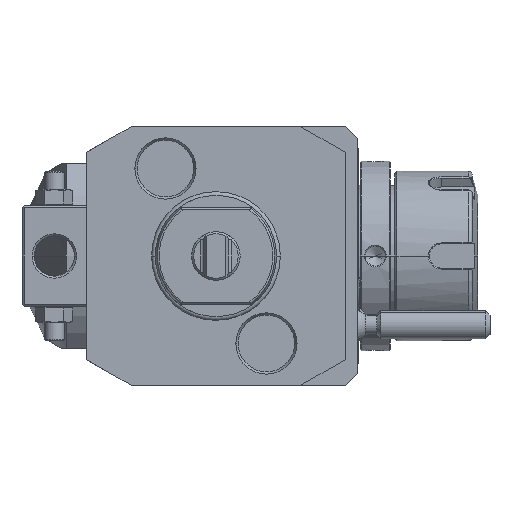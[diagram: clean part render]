
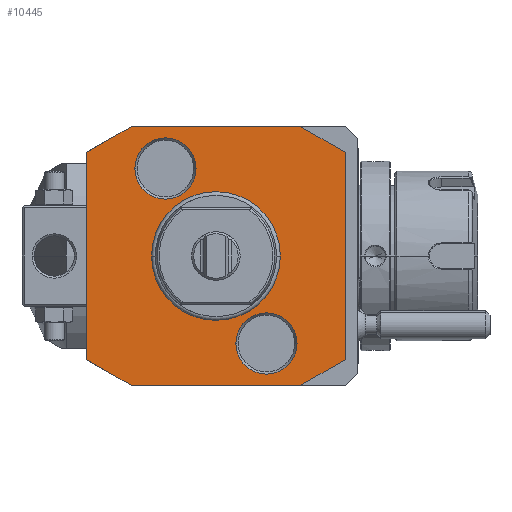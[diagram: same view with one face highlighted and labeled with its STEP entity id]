
A CAD part, front view. The second image highlights one B-rep face of the part: STEP entity #10445.
In plain terms, the highlighted planar face has unit normal (0, -1, 0).
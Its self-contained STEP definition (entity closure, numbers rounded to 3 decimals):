
#1=DIRECTION('',(0.866,0.,-0.5));
#2=VECTOR('',#1,12.702);
#3=CARTESIAN_POINT('',(21.,0.,32.));
#4=LINE('',#3,#2);
#5=DIRECTION('',(0.,0.,1.));
#6=VECTOR('',#5,51.298);
#7=CARTESIAN_POINT('',(32.,0.,-25.649));
#8=LINE('',#7,#6);
#9=DIRECTION('',(-0.866,0.,-0.5));
#10=VECTOR('',#9,12.702);
#11=CARTESIAN_POINT('',(32.,0.,-25.649));
#12=LINE('',#11,#10);
#13=DIRECTION('',(1.,0.,0.));
#14=VECTOR('',#13,42.);
#15=CARTESIAN_POINT('',(-21.,0.,-32.));
#16=LINE('',#15,#14);
#17=DIRECTION('',(0.866,0.,-0.5));
#18=VECTOR('',#17,12.702);
#19=CARTESIAN_POINT('',(-32.,0.,-25.649));
#20=LINE('',#19,#18);
#21=DIRECTION('',(0.,0.,-1.));
#22=VECTOR('',#21,51.298);
#23=CARTESIAN_POINT('',(-32.,0.,25.649));
#24=LINE('',#23,#22);
#25=DIRECTION('',(-0.866,0.,-0.5));
#26=VECTOR('',#25,12.702);
#27=CARTESIAN_POINT('',(-21.,0.,32.));
#28=LINE('',#27,#26);
#29=DIRECTION('',(-1.,0.,0.));
#30=VECTOR('',#29,42.);
#31=CARTESIAN_POINT('',(21.,0.,32.));
#32=LINE('',#31,#30);
#33=CARTESIAN_POINT('',(-12.5,0.,21.651));
#34=DIRECTION('',(0.,1.,0.));
#35=DIRECTION('',(1.,0.,0.));
#36=AXIS2_PLACEMENT_3D('',#33,#34,#35);
#38=CARTESIAN_POINT('',(-12.5,0.,21.651));
#39=DIRECTION('',(0.,1.,0.));
#40=DIRECTION('',(-1.,0.,0.));
#41=AXIS2_PLACEMENT_3D('',#38,#39,#40);
#43=CARTESIAN_POINT('',(12.5,0.,-21.651));
#44=DIRECTION('',(0.,1.,0.));
#45=DIRECTION('',(-1.,0.,0.));
#46=AXIS2_PLACEMENT_3D('',#43,#44,#45);
#48=CARTESIAN_POINT('',(12.5,0.,-21.651));
#49=DIRECTION('',(0.,1.,0.));
#50=DIRECTION('',(1.,0.,0.));
#51=AXIS2_PLACEMENT_3D('',#48,#49,#50);
#7151=CARTESIAN_POINT('',(0.,0.,0.));
#7152=DIRECTION('',(0.,-1.,0.));
#7153=DIRECTION('',(1.,0.,0.));
#7154=AXIS2_PLACEMENT_3D('',#7151,#7152,#7153);
#7156=CARTESIAN_POINT('',(0.,0.,0.));
#7157=DIRECTION('',(0.,-1.,0.));
#7158=DIRECTION('',(-1.,0.,0.));
#7159=AXIS2_PLACEMENT_3D('',#7156,#7157,#7158);
#9286=CARTESIAN_POINT('',(-4.923,0.,21.651));
#9287=CARTESIAN_POINT('',(-20.077,0.,21.651));
#9288=VERTEX_POINT('',#9286);
#9289=VERTEX_POINT('',#9287);
#9392=CARTESIAN_POINT('',(4.923,0.,
-21.651));
#9393=CARTESIAN_POINT('',(20.077,0.,
-21.651));
#9394=VERTEX_POINT('',#9392);
#9395=VERTEX_POINT('',#9393);
#10218=CARTESIAN_POINT('',(-21.,0.,32.));
#10219=CARTESIAN_POINT('',(-32.,0.,25.649));
#10220=VERTEX_POINT('',#10218);
#10221=VERTEX_POINT('',#10219);
#10222=CARTESIAN_POINT('',(-32.,0.,-25.649));
#10223=VERTEX_POINT('',#10222);
#10224=CARTESIAN_POINT('',(-21.,0.,-32.));
#10225=VERTEX_POINT('',#10224);
#10226=CARTESIAN_POINT('',(21.,0.,32.));
#10227=CARTESIAN_POINT('',(32.,0.,25.649));
#10228=VERTEX_POINT('',#10226);
#10229=VERTEX_POINT('',#10227);
#10230=CARTESIAN_POINT('',(32.,0.,-25.649));
#10231=CARTESIAN_POINT('',(21.,0.,-32.));
#10232=VERTEX_POINT('',#10230);
#10233=VERTEX_POINT('',#10231);
#10246=CARTESIAN_POINT('',(15.783,0.,0.));
#10247=CARTESIAN_POINT('',(-15.783,0.,0.));
#10248=VERTEX_POINT('',#10246);
#10249=VERTEX_POINT('',#10247);
#10404=CARTESIAN_POINT('',(0.,0.,0.));
#10405=DIRECTION('',(0.,-1.,0.));
#10406=DIRECTION('',(-1.,0.,0.));
#10407=AXIS2_PLACEMENT_3D('',#10404,#10405,#10406);
#10408=PLANE('',#10407);
#10410=ORIENTED_EDGE('',*,*,#10409,.T.);
#10412=ORIENTED_EDGE('',*,*,#10411,.F.);
#10414=ORIENTED_EDGE('',*,*,#10413,.T.);
#10416=ORIENTED_EDGE('',*,*,#10415,.F.);
#10418=ORIENTED_EDGE('',*,*,#10417,.F.);
#10420=ORIENTED_EDGE('',*,*,#10419,.F.);
#10422=ORIENTED_EDGE('',*,*,#10421,.F.);
#10424=ORIENTED_EDGE('',*,*,#10423,.F.);
#10425=EDGE_LOOP('',(#10410,#10412,#10414,#10416,#10418,#10420,#10422,#10424));
#10426=FACE_OUTER_BOUND('',#10425,.F.);
#10428=ORIENTED_EDGE('',*,*,#10427,.T.);
#10430=ORIENTED_EDGE('',*,*,#10429,.T.);
#10431=EDGE_LOOP('',(#10428,#10430));
#10432=FACE_BOUND('',#10431,.F.);
#10434=ORIENTED_EDGE('',*,*,#10433,.F.);
#10436=ORIENTED_EDGE('',*,*,#10435,.F.);
#10437=EDGE_LOOP('',(#10434,#10436));
#10438=FACE_BOUND('',#10437,.F.);
#10440=ORIENTED_EDGE('',*,*,#10439,.F.);
#10442=ORIENTED_EDGE('',*,*,#10441,.F.);
#10443=EDGE_LOOP('',(#10440,#10442));
#10444=FACE_BOUND('',#10443,.F.);
#37=CIRCLE('',#36,7.577);
#42=CIRCLE('',#41,7.577);
#47=CIRCLE('',#46,7.577);
#52=CIRCLE('',#51,7.577);
#7155=CIRCLE('',#7154,15.783);
#7160=CIRCLE('',#7159,15.783);
#10409=EDGE_CURVE('',#10228,#10229,#4,.T.);
#10411=EDGE_CURVE('',#10232,#10229,#8,.T.);
#10413=EDGE_CURVE('',#10232,#10233,#12,.T.);
#10415=EDGE_CURVE('',#10225,#10233,#16,.T.);
#10417=EDGE_CURVE('',#10223,#10225,#20,.T.);
#10419=EDGE_CURVE('',#10221,#10223,#24,.T.);
#10421=EDGE_CURVE('',#10220,#10221,#28,.T.);
#10423=EDGE_CURVE('',#10228,#10220,#32,.T.);
#10427=EDGE_CURVE('',#10248,#10249,#7155,.T.);
#10429=EDGE_CURVE('',#10249,#10248,#7160,.T.);
#10433=EDGE_CURVE('',#9288,#9289,#37,.T.);
#10435=EDGE_CURVE('',#9289,#9288,#42,.T.);
#10439=EDGE_CURVE('',#9394,#9395,#47,.T.);
#10441=EDGE_CURVE('',#9395,#9394,#52,.T.);
#10445=ADVANCED_FACE('',(#10426,#10432,#10438,#10444),#10408,.T.);
